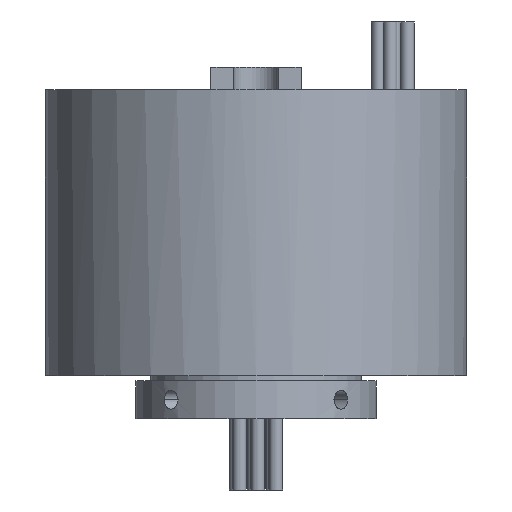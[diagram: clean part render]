
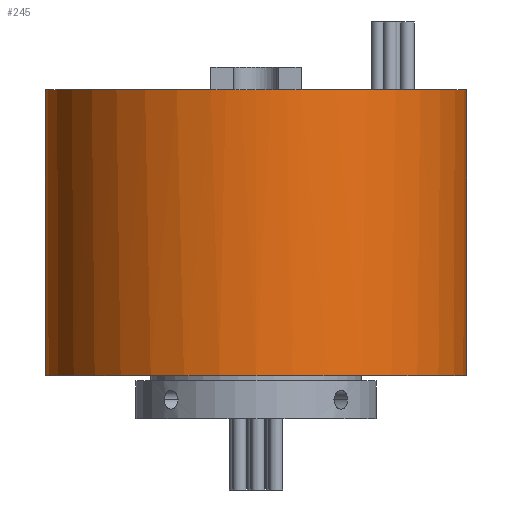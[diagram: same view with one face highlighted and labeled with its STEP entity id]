
A CAD part, front view. The second image highlights one B-rep face of the part: STEP entity #245.
In plain terms, the highlighted cylindrical face has radius 28 mm (diameter 56 mm), a partial arc.
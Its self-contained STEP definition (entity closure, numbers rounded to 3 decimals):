
#245=ADVANCED_FACE('',(#471),#380,.T.);
#380=CYLINDRICAL_SURFACE('',#2719,28.);
#471=FACE_OUTER_BOUND('',#645,.T.);
#645=EDGE_LOOP('',(#1385,#1386,#1387,#1388,#1389,#1390,#1391));
#834=LINE('',#4342,#997);
#835=LINE('',#4346,#998);
#997=VECTOR('',#3169,1.);
#998=VECTOR('',#3172,1.);
#1385=ORIENTED_EDGE('',*,*,#2167,.F.);
#1386=ORIENTED_EDGE('',*,*,#2198,.F.);
#1387=ORIENTED_EDGE('',*,*,#2254,.F.);
#1388=ORIENTED_EDGE('',*,*,#2255,.F.);
#1389=ORIENTED_EDGE('',*,*,#2256,.F.);
#1390=ORIENTED_EDGE('',*,*,#2169,.T.);
#1391=ORIENTED_EDGE('',*,*,#2253,.T.);
#1932=VERTEX_POINT('',#4340);
#1934=VERTEX_POINT('',#4343);
#1935=VERTEX_POINT('',#4345);
#1936=VERTEX_POINT('',#4347);
#1956=VERTEX_POINT('',#4460);
#1981=VERTEX_POINT('',#4614);
#1982=VERTEX_POINT('',#4616);
#2167=EDGE_CURVE('',#1932,#1934,#834,.T.);
#2169=EDGE_CURVE('',#1936,#1935,#835,.T.);
#2198=EDGE_CURVE('',#1956,#1932,#2442,.T.);
#2253=EDGE_CURVE('',#1935,#1934,#2481,.T.);
#2254=EDGE_CURVE('',#1981,#1956,#2482,.T.);
#2255=EDGE_CURVE('',#1982,#1981,#2483,.T.);
#2256=EDGE_CURVE('',#1936,#1982,#2484,.T.);
#2442=CIRCLE('',#2664,28.);
#2481=CIRCLE('',#2714,28.);
#2482=CIRCLE('',#2716,28.);
#2483=CIRCLE('',#2717,28.);
#2484=CIRCLE('',#2718,28.);
#2664=AXIS2_PLACEMENT_3D('',#4461,#3224,#3225);
#2714=AXIS2_PLACEMENT_3D('',#4611,#3338,#3339);
#2716=AXIS2_PLACEMENT_3D('',#4613,#3342,#3343);
#2717=AXIS2_PLACEMENT_3D('',#4615,#3344,#3345);
#2718=AXIS2_PLACEMENT_3D('',#4617,#3346,#3347);
#2719=AXIS2_PLACEMENT_3D('',#4618,#3348,#3349);
#3169=DIRECTION('',(0.,0.,-1.));
#3172=DIRECTION('',(0.,0.,-1.));
#3224=DIRECTION('',(0.,0.,1.));
#3225=DIRECTION('',(1.,0.,0.));
#3338=DIRECTION('',(0.,0.,1.));
#3339=DIRECTION('',(1.,0.,0.));
#3342=DIRECTION('',(0.,0.,1.));
#3343=DIRECTION('',(1.,0.,0.));
#3344=DIRECTION('',(0.,0.,1.));
#3345=DIRECTION('',(1.,0.,0.));
#3346=DIRECTION('',(0.,0.,1.));
#3347=DIRECTION('',(1.,0.,0.));
#3348=DIRECTION('',(0.,0.,-1.));
#3349=DIRECTION('',(1.,0.,0.));
#4340=CARTESIAN_POINT('',(28.,0.,43.7));
#4342=CARTESIAN_POINT('',(28.,0.,53.7));
#4343=CARTESIAN_POINT('',(28.,0.,5.7));
#4345=CARTESIAN_POINT('',(-28.,0.,5.7));
#4346=CARTESIAN_POINT('',(-28.,0.,53.7));
#4347=CARTESIAN_POINT('',(-28.,0.,43.7));
#4460=CARTESIAN_POINT('',(6.,-27.35,43.7));
#4461=CARTESIAN_POINT('',(0.,0.,43.7));
#4611=CARTESIAN_POINT('',(0.,0.,5.7));
#4613=CARTESIAN_POINT('',(0.,0.,43.7));
#4614=CARTESIAN_POINT('',(0.,-28.,43.7));
#4615=CARTESIAN_POINT('',(0.,0.,43.7));
#4616=CARTESIAN_POINT('',(-6.,-27.35,43.7));
#4617=CARTESIAN_POINT('',(0.,0.,43.7));
#4618=CARTESIAN_POINT('',(0.,0.,53.7));
